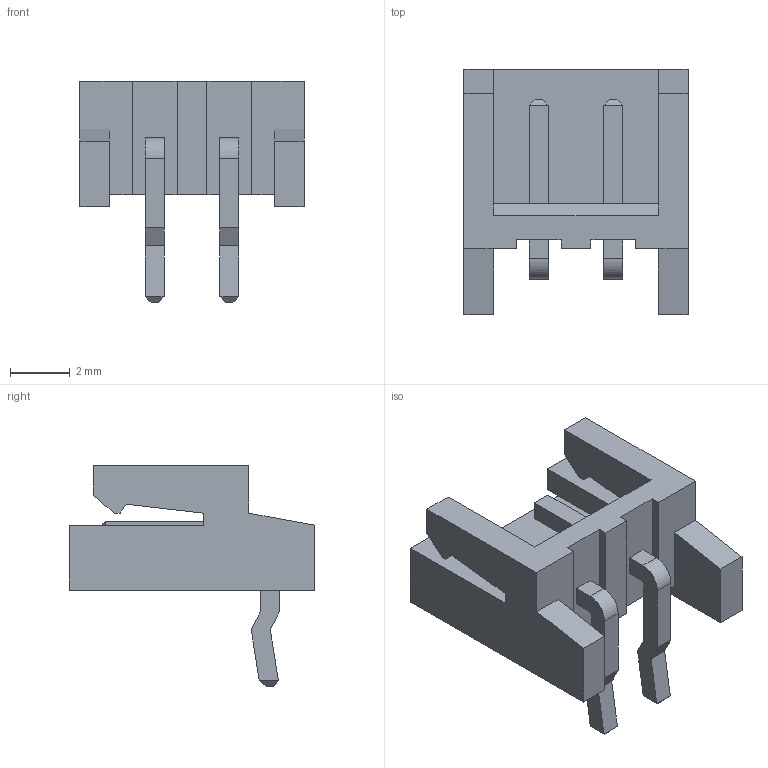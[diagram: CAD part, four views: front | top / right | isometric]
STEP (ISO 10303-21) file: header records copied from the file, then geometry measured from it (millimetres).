
FILE_DESCRIPTION(/* description */ ('model of JST_EH_S02B-EH_02x2.50mm_Angled.'),/* implementation_level */ FILE_NAME(/* name */ 'JST_EH_S02B-EH_02x2.50mm_Angled..stp',/* time_stamp */ '2017-07-06T00:03:52',/* author */ ('Rene Poeschl',''),/* organization */ (''),/* preprocessor_version */ '',/* originating_system */ '',/* authorisation */ '');
FILE_NAME(/* name */ 'JST_EH_S02B-EH_02x2.50mm_Angled..stp',/* time_stamp */ '2017-07-06T00:03:52',/* author */ ('Rene Poeschl',''),/* organization */ (''),/* preprocessor_version */ '',/* originating_system */ '',/* authorisation */ '');
FILE_SCHEMA(('AUTOMOTIVE_DESIGN_CC2 { 1 2 10303 214 -1 1 5 4 }'));
Length unit declared in the file: millimetre
Products named in the file (1): S02B_EH_A
Bounding box: 7.5 x 8.2 x 7.4 mm (x, y, z)
Volume: 95.1 mm3; surface area: 322.7 mm2
Topology: 1 solids, 1 shells, 98 faces, 280 edges, 188 vertices
Faces by surface type: plane 94, cylinder 4
Entity records: 3843 total; most frequent: CARTESIAN_POINT 567, ORIENTED_EDGE 560, DIRECTION 486, EDGE_CURVE 280, LINE 272, VECTOR 272, VERTEX_POINT 188, AXIS2_PLACEMENT_3D 107
